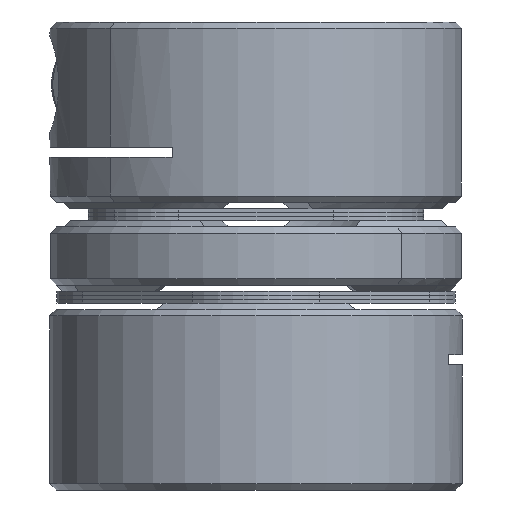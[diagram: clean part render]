
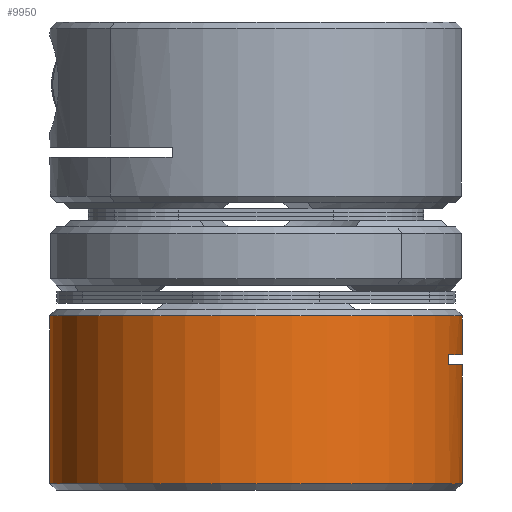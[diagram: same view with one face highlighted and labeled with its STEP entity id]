
A CAD part, front view. The second image highlights one B-rep face of the part: STEP entity #9950.
In plain terms, the highlighted cylindrical face has radius 16 mm (diameter 32 mm), a partial arc.
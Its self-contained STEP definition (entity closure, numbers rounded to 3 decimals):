
#73 = DIRECTION ( 'NONE',  ( 1., 0., 0. ) ) ;
#117 = EDGE_CURVE ( 'NONE', #2058, #3492, #7959, .T. ) ;
#421 = ORIENTED_EDGE ( 'NONE', *, *, #887, .F. ) ;
#426 = CARTESIAN_POINT ( 'NONE',  ( 14.937, -5.734, 9.7 ) ) ;
#477 = DIRECTION ( 'NONE',  ( 0., 0., -1. ) ) ;
#531 = VERTEX_POINT ( 'NONE', #4507 ) ;
#887 = EDGE_CURVE ( 'NONE', #10759, #6285, #8859, .T. ) ;
#1405 = EDGE_CURVE ( 'NONE', #2538, #6593, #4678, .T. ) ;
#1537 = CARTESIAN_POINT ( 'NONE',  ( 0., 0., 14.5 ) ) ;
#1760 = VECTOR ( 'NONE', #3199, 1000. ) ;
#1857 = AXIS2_PLACEMENT_3D ( 'NONE', #2907, #5396, #9562 ) ;
#2040 = AXIS2_PLACEMENT_3D ( 'NONE', #6777, #5931, #9235 ) ;
#2058 = VERTEX_POINT ( 'NONE', #426 ) ;
#2426 = CARTESIAN_POINT ( 'NONE',  ( 16., 0., 14.5 ) ) ;
#2538 = VERTEX_POINT ( 'NONE', #8163 ) ;
#2690 = ORIENTED_EDGE ( 'NONE', *, *, #4705, .T. ) ;
#2870 = AXIS2_PLACEMENT_3D ( 'NONE', #1537, #4023, #9837 ) ;
#2907 = CARTESIAN_POINT ( 'NONE',  ( 0., 0., 9.7 ) ) ;
#3199 = DIRECTION ( 'NONE',  ( 0., 0., 1. ) ) ;
#3309 = ORIENTED_EDGE ( 'NONE', *, *, #6286, .F. ) ;
#3492 = VERTEX_POINT ( 'NONE', #4886 ) ;
#3500 = ORIENTED_EDGE ( 'NONE', *, *, #6958, .T. ) ;
#3631 = CYLINDRICAL_SURFACE ( 'NONE', #2870, 16. ) ;
#3905 = DIRECTION ( 'NONE',  ( 0., 0., -1. ) ) ;
#4023 = DIRECTION ( 'NONE',  ( 0., 0., -1. ) ) ;
#4507 = CARTESIAN_POINT ( 'NONE',  ( -16., 0., 13.5 ) ) ;
#4678 = CIRCLE ( 'NONE', #9553, 16. ) ;
#4705 = EDGE_CURVE ( 'NONE', #10759, #531, #5332, .T. ) ;
#4707 = EDGE_LOOP ( 'NONE', ( #421, #2690, #9702, #7754, #3309, #4992, #3500, #7897 ) ) ;
#4886 = CARTESIAN_POINT ( 'NONE',  ( 16., 0., 9.7 ) ) ;
#4932 = CARTESIAN_POINT ( 'NONE',  ( 16., 0., 10.5 ) ) ;
#4992 = ORIENTED_EDGE ( 'NONE', *, *, #117, .F. ) ;
#5232 = VECTOR ( 'NONE', #7461, 1000. ) ;
#5332 = CIRCLE ( 'NONE', #8254, 16. ) ;
#5396 = DIRECTION ( 'NONE',  ( 0., 0., 1. ) ) ;
#5622 = EDGE_CURVE ( 'NONE', #531, #2538, #10138, .T. ) ;
#5930 = CARTESIAN_POINT ( 'NONE',  ( 0., 0., 13.5 ) ) ;
#5931 = DIRECTION ( 'NONE',  ( 0., 0., 1. ) ) ;
#5989 = CARTESIAN_POINT ( 'NONE',  ( 16., 0., 0.5 ) ) ;
#6160 = LINE ( 'NONE', #7334, #1760 ) ;
#6285 = VERTEX_POINT ( 'NONE', #4932 ) ;
#6286 = EDGE_CURVE ( 'NONE', #3492, #6593, #8507, .T. ) ;
#6593 = VERTEX_POINT ( 'NONE', #5989 ) ;
#6777 = CARTESIAN_POINT ( 'NONE',  ( 0., 0., 10.5 ) ) ;
#6958 = EDGE_CURVE ( 'NONE', #2058, #10766, #6160, .T. ) ;
#7296 = VECTOR ( 'NONE', #3905, 1000. ) ;
#7334 = CARTESIAN_POINT ( 'NONE',  ( 14.937, -5.734, 10.1 ) ) ;
#7461 = DIRECTION ( 'NONE',  ( 0., 0., -1. ) ) ;
#7531 = DIRECTION ( 'NONE',  ( 0., 0., -1. ) ) ;
#7754 = ORIENTED_EDGE ( 'NONE', *, *, #1405, .T. ) ;
#7897 = ORIENTED_EDGE ( 'NONE', *, *, #8891, .T. ) ;
#7959 = CIRCLE ( 'NONE', #1857, 16. ) ;
#8073 = DIRECTION ( 'NONE',  ( 0., 0., 1. ) ) ;
#8163 = CARTESIAN_POINT ( 'NONE',  ( -16., 0., 0.5 ) ) ;
#8207 = FACE_OUTER_BOUND ( 'NONE', #4707, .T. ) ;
#8254 = AXIS2_PLACEMENT_3D ( 'NONE', #5930, #7531, #73 ) ;
#8507 = LINE ( 'NONE', #2426, #5232 ) ;
#8859 = LINE ( 'NONE', #9551, #9762 ) ;
#8891 = EDGE_CURVE ( 'NONE', #10766, #6285, #8997, .T. ) ;
#8997 = CIRCLE ( 'NONE', #2040, 16. ) ;
#9235 = DIRECTION ( 'NONE',  ( 1., 0., 0. ) ) ;
#9322 = CARTESIAN_POINT ( 'NONE',  ( 14.937, -5.734, 10.5 ) ) ;
#9551 = CARTESIAN_POINT ( 'NONE',  ( 16., 0., 14.5 ) ) ;
#9553 = AXIS2_PLACEMENT_3D ( 'NONE', #9845, #8073, #10544 ) ;
#9562 = DIRECTION ( 'NONE',  ( 1., 0., 0. ) ) ;
#9702 = ORIENTED_EDGE ( 'NONE', *, *, #5622, .T. ) ;
#9762 = VECTOR ( 'NONE', #477, 1000. ) ;
#9837 = DIRECTION ( 'NONE',  ( -1., 0., 0. ) ) ;
#9845 = CARTESIAN_POINT ( 'NONE',  ( 0., 0., 0.5 ) ) ;
#9950 = ADVANCED_FACE ( 'NONE', ( #8207 ), #3631, .T. ) ;
#10138 = LINE ( 'NONE', #10707, #7296 ) ;
#10246 = CARTESIAN_POINT ( 'NONE',  ( 16., 0., 13.5 ) ) ;
#10544 = DIRECTION ( 'NONE',  ( 1., 0., 0. ) ) ;
#10707 = CARTESIAN_POINT ( 'NONE',  ( -16., 0., 14.5 ) ) ;
#10759 = VERTEX_POINT ( 'NONE', #10246 ) ;
#10766 = VERTEX_POINT ( 'NONE', #9322 ) ;
